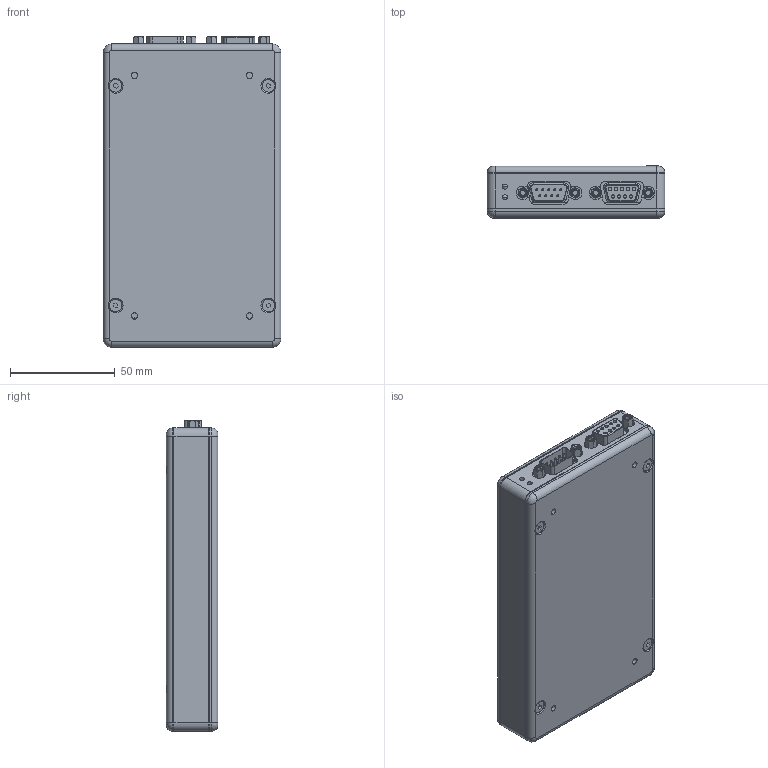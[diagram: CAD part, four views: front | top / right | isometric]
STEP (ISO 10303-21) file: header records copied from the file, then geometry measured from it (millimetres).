
FILE_DESCRIPTION (( 'STEP AP214' ), '1' );
FILE_NAME ('MMC-X00-01XX0.STEP', '2025-02-11T18:16:37', ( '' ), ( '' ), 'SwSTEP 2.0', 'SolidWorks 2023', '' );
FILE_SCHEMA (( 'AUTOMOTIVE_DESIGN' ));
Length unit declared in the file: millimetre
Products named in the file (18): LED 2H - WP130WCP; 130008 D-sub Standoff; MMC-X00-01XX0; CUI-PJ-002B-SMT_PJ-002B-SMT; 430221-D Module 2U Cover Male; 430220-F Module 2U, Housing Frame; D-sub 9 Female-SMT; D-sub 9 Male-SMT; CUI MD-80S_MD-80S; RJ-11 955012641; PCB (MMC-100); MMC-100_1 Axis MMC; 95947A006_AL 4.5mm Hex, 10mm Long, M3 x 0.50 mm_95947A006; 410014 PCB, Assembled, MMC-100_Intermediate Board; SCREW, SHCS-F, M-DIN_M3 x 0.5 x 08mm; SCREW, SHCS-F, M-DIN_M3 x 0.5 x 14mm; 430222-C Module 2U Cover Female; USB mini
Assembly tree (29 placements, depth 4):
  MMC-X00-01XX0
    MMC-100_1 Axis MMC
      430220-F Module 2U, Housing Frame
      430221-D Module 2U Cover Male
      430222-C Module 2U Cover Female
      SCREW, SHCS-F, M-DIN_M3 x 0.5 x 08mm  x4
      95947A006_AL 4.5mm Hex, 10mm Long, M3 x 0.50 mm_95947A006  x4
      SCREW, SHCS-F, M-DIN_M3 x 0.5 x 14mm  x4
      130008 D-sub Standoff  x4
      410014 PCB, Assembled, MMC-100_Intermediate Board
        PCB (MMC-100)
        CUI MD-80S_MD-80S
        CUI-PJ-002B-SMT_PJ-002B-SMT
        RJ-11 955012641
        USB mini
        D-sub 9 Male-SMT
        D-sub 9 Female-SMT
        LED 2H - WP130WCP
Bounding box: 85 x 24.75 x 148.5 mm (x, y, z)
Volume: 125335.7 mm3; surface area: 105950.7 mm2
Topology: 33 solids, 33 shells, 1953 faces, 5083 edges, 3258 vertices
Faces by surface type: plane 969, cylinder 693, cone 202, torus 47, sphere 24, bspline 18
Entity records: 51598 total; most frequent: CARTESIAN_POINT 11582, DIRECTION 8276, ORIENTED_EDGE 8174, EDGE_CURVE 4087, AXIS2_PLACEMENT_3D 2775, VECTOR 2726, LINE 2726, VERTEX_POINT 2639
